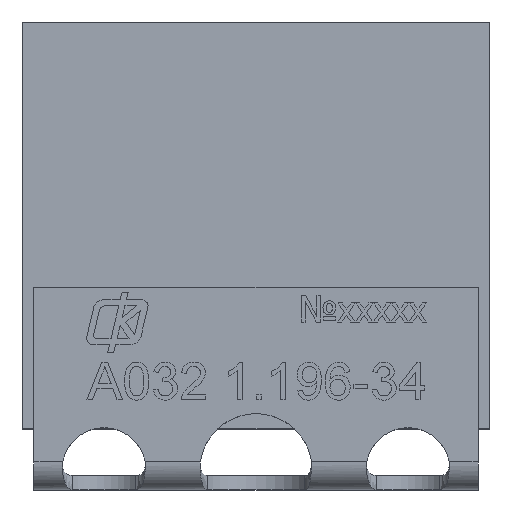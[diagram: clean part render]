
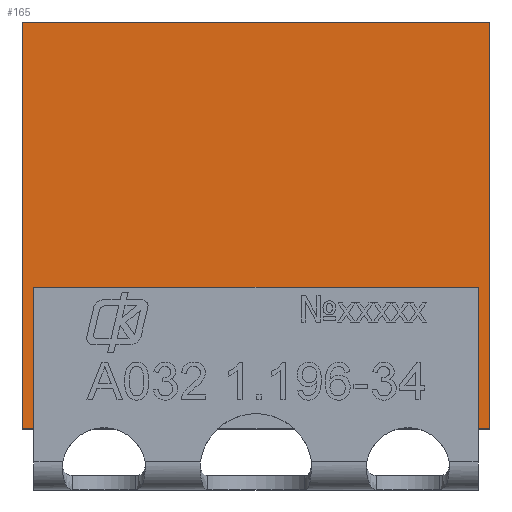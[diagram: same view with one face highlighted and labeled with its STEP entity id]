
A CAD part, top view. The second image highlights one B-rep face of the part: STEP entity #165.
In plain terms, the highlighted planar face has unit normal (0, 0, 1).
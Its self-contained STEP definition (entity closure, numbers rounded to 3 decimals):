
#165=ADVANCED_FACE('',(#3604),#3606,.F.);
#3604=FACE_BOUND('',#3605,.T.);
#3605=EDGE_LOOP('',(#9030,#9031,#9032,#9033,#9034,#9035,#9036,#9037));
#3606=PLANE('',#3607);
#3607=AXIS2_PLACEMENT_3D('',#3608,#3609,#3610);
#3608=CARTESIAN_POINT('',(-5.,4.35,1.8));
#3609=DIRECTION('',(0.,0.,-1.));
#3610=DIRECTION('',(-1.,0.,0.));
#9030=ORIENTED_EDGE('',*,*,#11076,.T.);
#9031=ORIENTED_EDGE('',*,*,#11077,.T.);
#9032=ORIENTED_EDGE('',*,*,#11078,.F.);
#9033=ORIENTED_EDGE('',*,*,#11035,.F.);
#9034=ORIENTED_EDGE('',*,*,#11079,.F.);
#9035=ORIENTED_EDGE('',*,*,#11080,.T.);
#9036=ORIENTED_EDGE('',*,*,#11081,.F.);
#9037=ORIENTED_EDGE('',*,*,#11082,.T.);
#11035=EDGE_CURVE('',#12073,#12065,#12075,.T.);
#11076=EDGE_CURVE('',#12154,#12155,#12156,.T.);
#11077=EDGE_CURVE('',#12155,#12157,#12158,.T.);
#11078=EDGE_CURVE('',#12065,#12157,#12159,.T.);
#11079=EDGE_CURVE('',#12160,#12073,#12161,.T.);
#11080=EDGE_CURVE('',#12160,#12162,#12163,.T.);
#11081=EDGE_CURVE('',#12164,#12162,#12165,.T.);
#11082=EDGE_CURVE('',#12164,#12154,#12166,.T.);
#12065=VERTEX_POINT('',#13782);
#12073=VERTEX_POINT('',#13798);
#12075=LINE('',#13802,#13803);
#12154=VERTEX_POINT('',#13963);
#12155=VERTEX_POINT('',#13964);
#12156=LINE('',#13965,#13966);
#12157=VERTEX_POINT('',#13968);
#12158=LINE('',#13969,#13970);
#12159=LINE('',#13972,#13973);
#12160=VERTEX_POINT('',#13975);
#12161=LINE('',#13976,#13977);
#12162=VERTEX_POINT('',#13979);
#12163=LINE('',#13980,#13981);
#12164=VERTEX_POINT('',#13983);
#12165=LINE('',#13984,#13985);
#12166=LINE('',#13987,#13988);
#13782=CARTESIAN_POINT('',(5.,-4.349,1.8));
#13798=CARTESIAN_POINT('',(5.,4.35,1.8));
#13802=CARTESIAN_POINT('',(5.,4.35,1.8));
#13803=VECTOR('',#13804,1.);
#13804=DIRECTION('',(0.,-1.,0.));
#13963=CARTESIAN_POINT('',(-4.75,-1.325,1.8));
#13964=CARTESIAN_POINT('',(4.75,-1.325,1.8));
#13965=CARTESIAN_POINT('',(-4.75,-1.325,1.8));
#13966=VECTOR('',#13967,1.);
#13967=DIRECTION('',(1.,0.,0.));
#13968=CARTESIAN_POINT('',(4.75,-4.349,1.8));
#13969=CARTESIAN_POINT('',(4.75,-1.325,1.8));
#13970=VECTOR('',#13971,1.);
#13971=DIRECTION('',(0.,-1.,0.));
#13972=CARTESIAN_POINT('',(5.,-4.349,1.8));
#13973=VECTOR('',#13974,1.);
#13974=DIRECTION('',(-1.,0.,0.));
#13975=CARTESIAN_POINT('',(-5.,4.35,1.8));
#13976=CARTESIAN_POINT('',(-5.,4.35,1.8));
#13977=VECTOR('',#13978,1.);
#13978=DIRECTION('',(1.,0.,0.));
#13979=CARTESIAN_POINT('',(-5.,-4.349,1.8));
#13980=CARTESIAN_POINT('',(-5.,4.35,1.8));
#13981=VECTOR('',#13982,1.);
#13982=DIRECTION('',(0.,-1.,0.));
#13983=CARTESIAN_POINT('',(-4.75,-4.349,1.8));
#13984=CARTESIAN_POINT('',(-4.75,-4.349,1.8));
#13985=VECTOR('',#13986,1.);
#13986=DIRECTION('',(-1.,0.,0.));
#13987=CARTESIAN_POINT('',(-4.75,-4.349,1.8));
#13988=VECTOR('',#13989,1.);
#13989=DIRECTION('',(0.,1.,0.));
